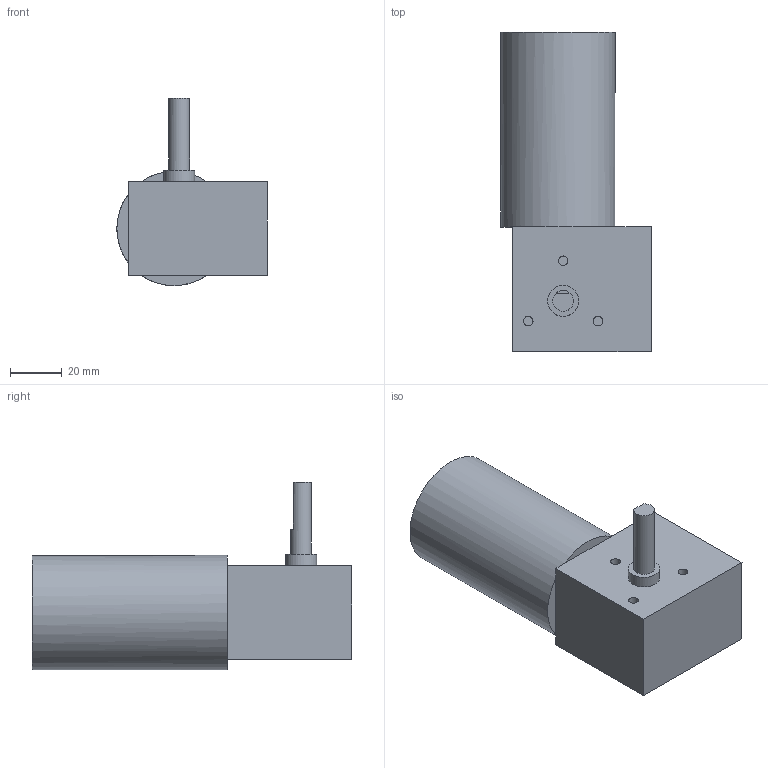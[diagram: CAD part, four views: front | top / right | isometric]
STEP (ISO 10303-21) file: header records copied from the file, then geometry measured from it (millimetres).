
FILE_DESCRIPTION(/* description */ (''),/* implementation_level */ '2;1');
FILE_NAME(/* name */ 'tsinymotor-TS-53GZ868DIM v3.step',/* time_stamp */ '2017-04-28T14:35:14-07:00',/* author */ (''),/* organization */ (''),/* preprocessor_version */ 'ST-DEVELOPER v16.13',/* originating_system */ 'Autodesk Translation Framework v6.1.1.50',/* authorisation */ '');
FILE_SCHEMA (('AUTOMOTIVE_DESIGN { 1 0 10303 214 3 1 1 }'));
Length unit declared in the file: millimetre
Products named in the file (1): tsinymotor-TS-53GZ868DIM v3
Bounding box: 57.9 x 123 x 72.15 mm (x, y, z)
Volume: 207406.4 mm3; surface area: 24897.7 mm2
Topology: 1 solids, 1 shells, 25 faces, 48 edges, 30 vertices
Faces by surface type: plane 19, cylinder 6
Full cylindrical faces by diameter (mm): 3.67 x3, 8 x1, 12 x1, 44 x1
Entity records: 606 total; most frequent: DIRECTION 110, CARTESIAN_POINT 94, ORIENTED_EDGE 80, AXIS2_PLACEMENT_3D 44, EDGE_CURVE 40, EDGE_LOOP 36, VERTEX_POINT 28, FACE_OUTER_BOUND 25
